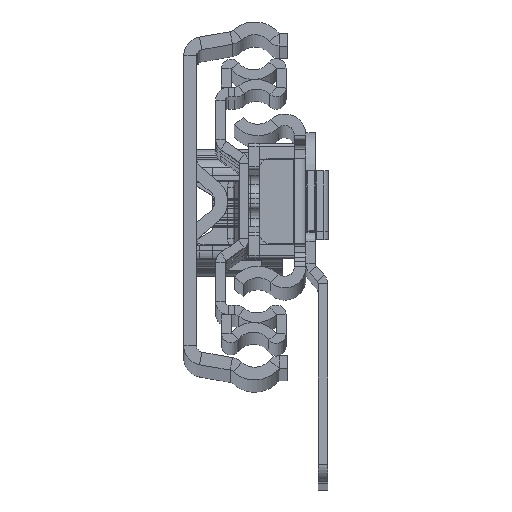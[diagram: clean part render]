
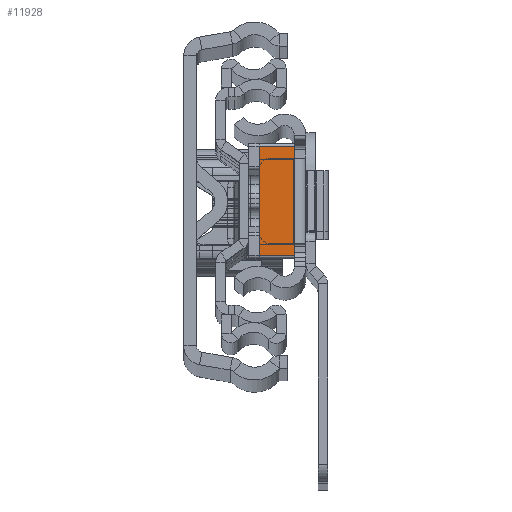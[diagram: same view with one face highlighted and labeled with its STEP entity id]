
A CAD part, top view. The second image highlights one B-rep face of the part: STEP entity #11928.
In plain terms, the highlighted planar face has unit normal (0, 0, 1).
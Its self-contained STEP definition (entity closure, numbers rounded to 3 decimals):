
#390 = ORIENTED_EDGE ( 'NONE', *, *, #26034, .T. ) ;
#1263 = PLANE ( 'NONE',  #12907 ) ;
#2110 = CARTESIAN_POINT ( 'NONE',  ( 5.5, 8.5, 0. ) ) ;
#3701 = DIRECTION ( 'NONE',  ( 1., 0., 0. ) ) ;
#4587 = DIRECTION ( 'NONE',  ( 0., 1., 0. ) ) ;
#4707 = ORIENTED_EDGE ( 'NONE', *, *, #27148, .T. ) ;
#6301 = LINE ( 'NONE', #26472, #15202 ) ;
#8240 = VECTOR ( 'NONE', #3701, 1000. ) ;
#8592 = DIRECTION ( 'NONE',  ( 0., -1., 0. ) ) ;
#8955 = FACE_OUTER_BOUND ( 'NONE', #28046, .T. ) ;
#10927 = LINE ( 'NONE', #30615, #8240 ) ;
#11725 = VERTEX_POINT ( 'NONE', #2110 ) ;
#11877 = ORIENTED_EDGE ( 'NONE', *, *, #17694, .T. ) ;
#11928 = ADVANCED_FACE ( 'NONE', ( #8955 ), #1263, .T. ) ;
#12426 = EDGE_CURVE ( 'NONE', #28135, #21862, #6301, .T. ) ;
#12907 = AXIS2_PLACEMENT_3D ( 'NONE', #23563, #16479, #26516 ) ;
#13455 = CARTESIAN_POINT ( 'NONE',  ( 0., -8.5, 0. ) ) ;
#15202 = VECTOR ( 'NONE', #8592, 1000. ) ;
#15362 = CARTESIAN_POINT ( 'NONE',  ( 5.5, -8.5, 0. ) ) ;
#16060 = CARTESIAN_POINT ( 'NONE',  ( 0., 8.5, 0. ) ) ;
#16479 = DIRECTION ( 'NONE',  ( 0., 0., 1. ) ) ;
#17694 = EDGE_CURVE ( 'NONE', #21862, #19905, #10927, .T. ) ;
#17970 = VECTOR ( 'NONE', #4587, 1000. ) ;
#19536 = CARTESIAN_POINT ( 'NONE',  ( 0., 8.5, 0. ) ) ;
#19701 = DIRECTION ( 'NONE',  ( -1., 0., 0. ) ) ;
#19905 = VERTEX_POINT ( 'NONE', #15362 ) ;
#20612 = VECTOR ( 'NONE', #19701, 1000. ) ;
#21633 = LINE ( 'NONE', #29206, #17970 ) ;
#21862 = VERTEX_POINT ( 'NONE', #13455 ) ;
#23563 = CARTESIAN_POINT ( 'NONE',  ( 0., 11114.482, 0. ) ) ;
#26034 = EDGE_CURVE ( 'NONE', #11725, #28135, #27109, .T. ) ;
#26472 = CARTESIAN_POINT ( 'NONE',  ( 0., 11114.482, 0. ) ) ;
#26516 = DIRECTION ( 'NONE',  ( 1., 0., 0. ) ) ;
#27109 = LINE ( 'NONE', #19536, #20612 ) ;
#27148 = EDGE_CURVE ( 'NONE', #19905, #11725, #21633, .T. ) ;
#27994 = ORIENTED_EDGE ( 'NONE', *, *, #12426, .T. ) ;
#28046 = EDGE_LOOP ( 'NONE', ( #27994, #11877, #4707, #390 ) ) ;
#28135 = VERTEX_POINT ( 'NONE', #16060 ) ;
#29206 = CARTESIAN_POINT ( 'NONE',  ( 5.5, 11114.482, 0. ) ) ;
#30615 = CARTESIAN_POINT ( 'NONE',  ( 0., -8.5, 0. ) ) ;
